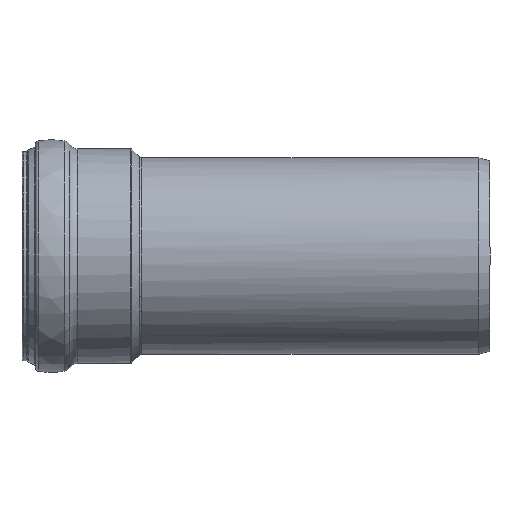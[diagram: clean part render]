
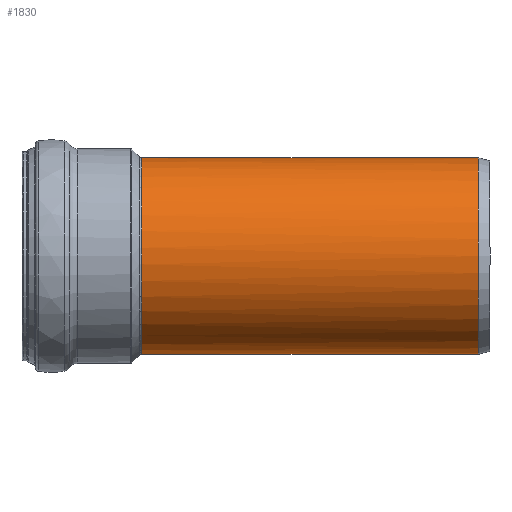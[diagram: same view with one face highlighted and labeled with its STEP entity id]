
A CAD part, left-side view. The second image highlights one B-rep face of the part: STEP entity #1830.
In plain terms, the highlighted cylindrical face has radius 55.15 mm (diameter 110.3 mm), a full revolution.
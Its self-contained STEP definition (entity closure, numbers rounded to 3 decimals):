
#282=CIRCLE('',#2113,55.15);
#283=CIRCLE('',#2114,55.15);
#284=CIRCLE('',#2116,55.15);
#319=CYLINDRICAL_SURFACE('',#2115,55.15);
#362=B_SPLINE_CURVE_WITH_KNOTS('',3,(#3961,#3962,#3963,#3964,#3965,#3966,
#3967,#3968,#3969,#3970,#3971,#3972,#3973,#3974,#3975,#3976,#3977),
 .UNSPECIFIED.,.F.,.F.,(4,1,1,1,1,1,1,1,1,1,1,1,1,1,4),(-33.389,
-32.196,-31.004,-28.619,-27.029,
-25.439,-24.644,-23.849,-23.054,
-22.259,-21.464,-20.669,-19.079,
-17.489,-16.694),.UNSPECIFIED.);
#363=B_SPLINE_CURVE_WITH_KNOTS('',3,(#3979,#3980,#3981,#3982,#3983,#3984,
#3985,#3986,#3987,#3988,#3989,#3990,#3991,#3992,#3993,#3994,#3995),
 .UNSPECIFIED.,.F.,.F.,(4,1,1,1,1,1,1,1,1,1,1,1,1,1,4),(-16.694,
-15.899,-14.309,-12.719,-11.925,
-11.13,-10.335,-9.54,-8.943,
-8.347,-7.155,-4.77,-2.385,
-1.192,0.),.UNSPECIFIED.);
#458=FACE_OUTER_BOUND('',#558,.T.);
#558=EDGE_LOOP('',(#1675,#1676,#1677,#1678,#1679,#1680,#1681));
#595=LINE('',#4620,#626);
#626=VECTOR('',#2690,55.15);
#683=VERTEX_POINT('',#3765);
#685=VERTEX_POINT('',#3960);
#686=VERTEX_POINT('',#3978);
#822=VERTEX_POINT('',#4613);
#823=VERTEX_POINT('',#4614);
#923=EDGE_CURVE('',#683,#685,#362,.T.);
#924=EDGE_CURVE('',#685,#686,#363,.T.);
#1111=EDGE_CURVE('',#822,#823,#282,.T.);
#1112=EDGE_CURVE('',#823,#822,#283,.T.);
#1114=EDGE_CURVE('',#686,#683,#284,.T.);
#1115=EDGE_CURVE('',#685,#823,#595,.T.);
#1675=ORIENTED_EDGE('',*,*,#923,.F.);
#1676=ORIENTED_EDGE('',*,*,#1114,.F.);
#1677=ORIENTED_EDGE('',*,*,#924,.F.);
#1678=ORIENTED_EDGE('',*,*,#1115,.T.);
#1679=ORIENTED_EDGE('',*,*,#1112,.T.);
#1680=ORIENTED_EDGE('',*,*,#1111,.T.);
#1681=ORIENTED_EDGE('',*,*,#1115,.F.);
#1830=ADVANCED_FACE('',(#458),#319,.T.);
#2113=AXIS2_PLACEMENT_3D('',#4615,#2681,#2682);
#2114=AXIS2_PLACEMENT_3D('',#4616,#2683,#2684);
#2115=AXIS2_PLACEMENT_3D('',#4618,#2686,#2687);
#2116=AXIS2_PLACEMENT_3D('',#4619,#2688,#2689);
#2681=DIRECTION('center_axis',(0.,1.,0.));
#2682=DIRECTION('ref_axis',(1.,0.,0.));
#2683=DIRECTION('center_axis',(0.,1.,0.));
#2684=DIRECTION('ref_axis',(1.,0.,0.));
#2686=DIRECTION('center_axis',(0.,1.,0.));
#2687=DIRECTION('ref_axis',(-1.,0.,0.));
#2688=DIRECTION('center_axis',(0.,1.,0.));
#2689=DIRECTION('ref_axis',(1.,0.,0.));
#2690=DIRECTION('',(0.,-1.,0.));
#3765=CARTESIAN_POINT('',(52.272,195.376,17.582));
#3960=CARTESIAN_POINT('',(55.15,72.884,0.));
#3961=CARTESIAN_POINT('Ctrl Pts',(52.272,195.376,17.582));
#3962=CARTESIAN_POINT('Ctrl Pts',(51.339,192.745,20.356));
#3963=CARTESIAN_POINT('Ctrl Pts',(49.247,186.799,25.164));
#3964=CARTESIAN_POINT('Ctrl Pts',(44.748,173.603,32.688));
#3965=CARTESIAN_POINT('Ctrl Pts',(39.779,158.142,38.436));
#3966=CARTESIAN_POINT('Ctrl Pts',(35.04,140.754,42.679));
#3967=CARTESIAN_POINT('Ctrl Pts',(32.417,127.895,44.629));
#3968=CARTESIAN_POINT('Ctrl Pts',(31.36,117.362,45.367));
#3969=CARTESIAN_POINT('Ctrl Pts',(31.391,109.394,45.345));
#3970=CARTESIAN_POINT('Ctrl Pts',(32.603,101.536,44.499));
#3971=CARTESIAN_POINT('Ctrl Pts',(35.261,94.271,42.476));
#3972=CARTESIAN_POINT('Ctrl Pts',(39.01,88.116,39.119));
#3973=CARTESIAN_POINT('Ctrl Pts',(44.55,81.544,33.019));
#3974=CARTESIAN_POINT('Ctrl Pts',(50.963,75.997,22.826));
#3975=CARTESIAN_POINT('Ctrl Pts',(54.6,73.29,10.412));
#3976=CARTESIAN_POINT('Ctrl Pts',(55.147,72.884,2.603));
#3977=CARTESIAN_POINT('Ctrl Pts',(55.147,72.884,0.));
#3978=CARTESIAN_POINT('',(52.272,195.376,-17.582));
#3979=CARTESIAN_POINT('Ctrl Pts',(55.147,72.884,0.));
#3980=CARTESIAN_POINT('Ctrl Pts',(55.148,72.884,-2.604));
#3981=CARTESIAN_POINT('Ctrl Pts',(54.602,73.29,-10.414));
#3982=CARTESIAN_POINT('Ctrl Pts',(50.959,75.996,-22.827));
#3983=CARTESIAN_POINT('Ctrl Pts',(44.549,81.545,-33.02));
#3984=CARTESIAN_POINT('Ctrl Pts',(39.01,88.117,-39.119));
#3985=CARTESIAN_POINT('Ctrl Pts',(35.258,94.272,-42.478));
#3986=CARTESIAN_POINT('Ctrl Pts',(32.605,101.537,-44.498));
#3987=CARTESIAN_POINT('Ctrl Pts',(31.491,108.74,-45.275));
#3988=CARTESIAN_POINT('Ctrl Pts',(31.345,115.371,-45.377));
#3989=CARTESIAN_POINT('Ctrl Pts',(31.845,123.304,-45.029));
#3990=CARTESIAN_POINT('Ctrl Pts',(34.038,136.981,-43.465));
#3991=CARTESIAN_POINT('Ctrl Pts',(39.029,155.759,-39.312));
#3992=CARTESIAN_POINT('Ctrl Pts',(44.745,173.611,-32.688));
#3993=CARTESIAN_POINT('Ctrl Pts',(49.249,186.796,-25.164));
#3994=CARTESIAN_POINT('Ctrl Pts',(51.339,192.745,-20.356));
#3995=CARTESIAN_POINT('Ctrl Pts',(52.272,195.376,-17.582));
#4613=CARTESIAN_POINT('',(-55.15,6.5,0.));
#4614=CARTESIAN_POINT('',(55.15,6.5,0.));
#4615=CARTESIAN_POINT('Origin',(0.,6.5,0.));
#4616=CARTESIAN_POINT('Origin',(0.,6.5,0.));
#4618=CARTESIAN_POINT('Origin',(0.,100.938,0.));
#4619=CARTESIAN_POINT('Origin',(0.,195.376,0.));
#4620=CARTESIAN_POINT('',(55.15,100.938,0.));
